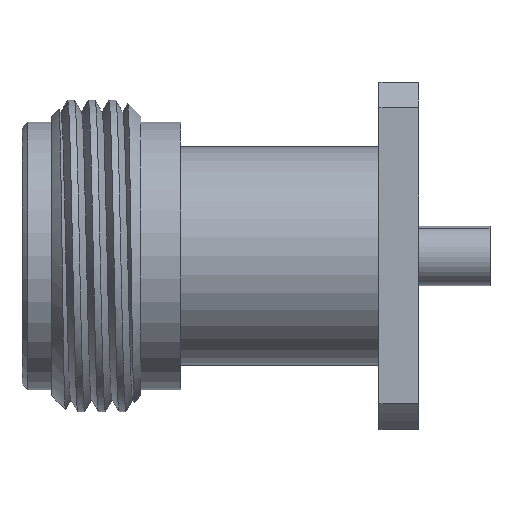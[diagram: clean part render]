
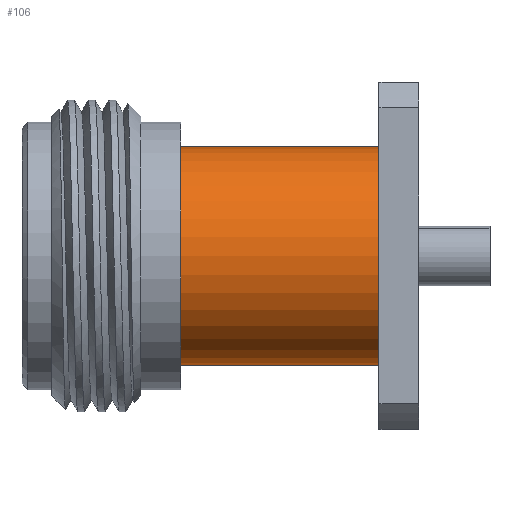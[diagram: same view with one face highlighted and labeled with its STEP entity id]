
A CAD part, top view. The second image highlights one B-rep face of the part: STEP entity #106.
In plain terms, the highlighted cylindrical face has radius 5.5 mm (diameter 11 mm), a partial arc.
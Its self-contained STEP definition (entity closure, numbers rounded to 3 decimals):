
#89 = FACE_OUTER_BOUND ( 'NONE', #2474, .T. ) ;
#106 = ADVANCED_FACE ( 'NONE', ( #89 ), #1960, .T. ) ;
#116 = VERTEX_POINT ( 'NONE', #2574 ) ;
#138 = LINE ( 'NONE', #1829, #2413 ) ;
#191 = EDGE_CURVE ( 'NONE', #1262, #692, #2863, .T. ) ;
#272 = CARTESIAN_POINT ( 'NONE',  ( 0., -5.5, 0. ) ) ;
#346 = DIRECTION ( 'NONE',  ( 1., 0., 0. ) ) ;
#395 = AXIS2_PLACEMENT_3D ( 'NONE', #1057, #1775, #1865 ) ;
#398 = VERTEX_POINT ( 'NONE', #1751 ) ;
#545 = CARTESIAN_POINT ( 'NONE',  ( -12., -5.5, 0. ) ) ;
#603 = ORIENTED_EDGE ( 'NONE', *, *, #1726, .F. ) ;
#626 = CARTESIAN_POINT ( 'NONE',  ( -12., 5.5, 0. ) ) ;
#692 = VERTEX_POINT ( 'NONE', #545 ) ;
#808 = LINE ( 'NONE', #272, #1947 ) ;
#1052 = CARTESIAN_POINT ( 'NONE',  ( 0., 0., 0. ) ) ;
#1057 = CARTESIAN_POINT ( 'NONE',  ( -2., 0., 0. ) ) ;
#1120 = ORIENTED_EDGE ( 'NONE', *, *, #2431, .T. ) ;
#1235 = AXIS2_PLACEMENT_3D ( 'NONE', #2098, #2296, #1627 ) ;
#1262 = VERTEX_POINT ( 'NONE', #626 ) ;
#1309 = DIRECTION ( 'NONE',  ( 0., 1., 0. ) ) ;
#1626 = ORIENTED_EDGE ( 'NONE', *, *, #2963, .F. ) ;
#1627 = DIRECTION ( 'NONE',  ( 0., 1., 0. ) ) ;
#1726 = EDGE_CURVE ( 'NONE', #398, #116, #3016, .T. ) ;
#1751 = CARTESIAN_POINT ( 'NONE',  ( -2., 5.5, 0. ) ) ;
#1775 = DIRECTION ( 'NONE',  ( 1., 0., 0. ) ) ;
#1829 = CARTESIAN_POINT ( 'NONE',  ( 0., 5.5, 0. ) ) ;
#1865 = DIRECTION ( 'NONE',  ( 0., 1., 0. ) ) ;
#1947 = VECTOR ( 'NONE', #2727, 1000. ) ;
#1960 = CYLINDRICAL_SURFACE ( 'NONE', #2097, 5.5 ) ;
#2097 = AXIS2_PLACEMENT_3D ( 'NONE', #1052, #346, #1309 ) ;
#2098 = CARTESIAN_POINT ( 'NONE',  ( -12., 0., 0. ) ) ;
#2291 = ORIENTED_EDGE ( 'NONE', *, *, #191, .T. ) ;
#2296 = DIRECTION ( 'NONE',  ( 1., 0., 0. ) ) ;
#2413 = VECTOR ( 'NONE', #3031, 1000. ) ;
#2431 = EDGE_CURVE ( 'NONE', #692, #116, #808, .T. ) ;
#2474 = EDGE_LOOP ( 'NONE', ( #2291, #1120, #603, #1626 ) ) ;
#2574 = CARTESIAN_POINT ( 'NONE',  ( -2., -5.5, 0. ) ) ;
#2727 = DIRECTION ( 'NONE',  ( 1., 0., 0. ) ) ;
#2863 = CIRCLE ( 'NONE', #1235, 5.5 ) ;
#2963 = EDGE_CURVE ( 'NONE', #1262, #398, #138, .T. ) ;
#3016 = CIRCLE ( 'NONE', #395, 5.5 ) ;
#3031 = DIRECTION ( 'NONE',  ( 1., 0., 0. ) ) ;
